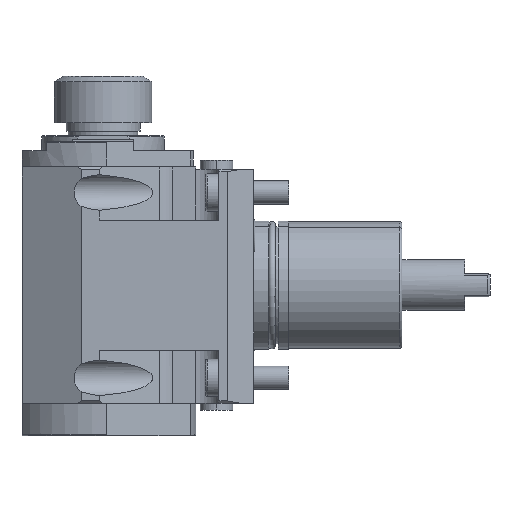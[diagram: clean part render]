
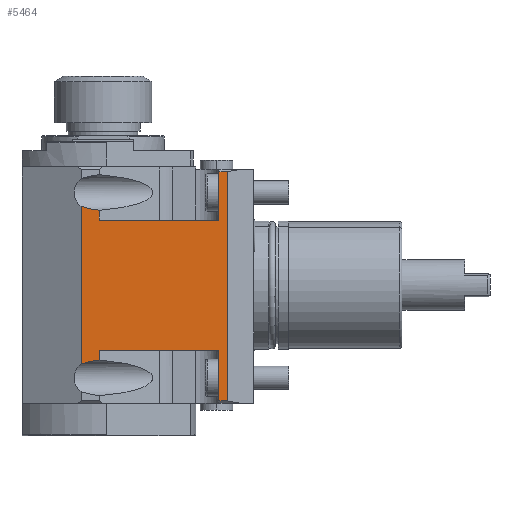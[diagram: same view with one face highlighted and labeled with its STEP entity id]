
A CAD part, front view. The second image highlights one B-rep face of the part: STEP entity #5464.
In plain terms, the highlighted planar face has unit normal (0, -1, 0).
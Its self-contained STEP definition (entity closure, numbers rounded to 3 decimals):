
#1150=CARTESIAN_POINT('',(-74.522,-43.,33.988));
#1151=CARTESIAN_POINT('',(-73.877,-43.,33.766));
#1152=CARTESIAN_POINT('',(-72.575,-43.,33.375));
#1153=CARTESIAN_POINT('',(-69.934,-43.,32.757));
#1154=CARTESIAN_POINT('',(-67.919,-43.,32.448));
#1155=CARTESIAN_POINT('',(-66.563,-43.,32.299));
#1157=DIRECTION('',(0.,0.,-1.));
#1158=VECTOR('',#1157,4.299);
#1159=CARTESIAN_POINT('',(-66.563,-43.,32.299));
#1160=LINE('',#1159,#1158);
#1161=DIRECTION('',(-1.,0.,0.));
#1162=VECTOR('',#1161,51.563);
#1163=CARTESIAN_POINT('',(-15.,-43.,28.));
#1164=LINE('',#1163,#1162);
#1165=DIRECTION('',(0.,0.,-1.));
#1166=VECTOR('',#1165,21.);
#1167=CARTESIAN_POINT('',(-15.,-43.,49.));
#1168=LINE('',#1167,#1166);
#1169=DIRECTION('',(-1.,0.,0.));
#1170=VECTOR('',#1169,3.657);
#1171=CARTESIAN_POINT('',(-11.343,-43.,49.));
#1172=LINE('',#1171,#1170);
#1173=DIRECTION('',(0.,0.,-1.));
#1174=VECTOR('',#1173,99.);
#1175=CARTESIAN_POINT('',(-11.343,-43.,49.));
#1176=LINE('',#1175,#1174);
#1177=DIRECTION('',(1.,0.,0.));
#1178=VECTOR('',#1177,3.657);
#1179=CARTESIAN_POINT('',(-15.,-43.,-50.));
#1180=LINE('',#1179,#1178);
#1181=DIRECTION('',(0.,0.,1.));
#1182=VECTOR('',#1181,22.);
#1183=CARTESIAN_POINT('',(-15.,-43.,-50.));
#1184=LINE('',#1183,#1182);
#1185=DIRECTION('',(-1.,0.,0.));
#1186=VECTOR('',#1185,51.563);
#1187=CARTESIAN_POINT('',(-15.,-43.,-28.));
#1188=LINE('',#1187,#1186);
#1189=DIRECTION('',(0.,0.,1.));
#1190=VECTOR('',#1189,4.299);
#1191=CARTESIAN_POINT('',(-66.563,-43.,-32.299));
#1192=LINE('',#1191,#1190);
#1193=CARTESIAN_POINT('',(-66.563,-43.,-32.299));
#1194=CARTESIAN_POINT('',(-67.919,-43.,-32.448));
#1195=CARTESIAN_POINT('',(-69.934,-43.,-32.757));
#1196=CARTESIAN_POINT('',(-72.575,-43.,-33.375));
#1197=CARTESIAN_POINT('',(-73.877,-43.,-33.766));
#1198=CARTESIAN_POINT('',(-74.522,-43.,-33.988));
#1200=DIRECTION('',(0.,0.,-1.));
#1201=VECTOR('',#1200,67.975);
#1202=CARTESIAN_POINT('',(-74.522,-43.,33.988));
#1203=LINE('',#1202,#1201);
#3875=CARTESIAN_POINT('',(-15.,-43.,-50.));
#3876=CARTESIAN_POINT('',(-15.,-43.,-28.));
#3877=VERTEX_POINT('',#3875);
#3878=VERTEX_POINT('',#3876);
#3907=CARTESIAN_POINT('',(-15.,-43.,28.));
#3908=CARTESIAN_POINT('',(-66.563,-43.,28.));
#3909=VERTEX_POINT('',#3907);
#3910=VERTEX_POINT('',#3908);
#3915=CARTESIAN_POINT('',(-66.563,-43.,-28.));
#3916=VERTEX_POINT('',#3915);
#3941=CARTESIAN_POINT('',(-11.343,-43.,49.));
#3942=CARTESIAN_POINT('',(-11.343,-43.,-50.));
#3943=VERTEX_POINT('',#3941);
#3944=VERTEX_POINT('',#3942);
#3973=VERTEX_POINT('',#1193);
#3974=VERTEX_POINT('',#1198);
#3983=VERTEX_POINT('',#1150);
#3984=VERTEX_POINT('',#1155);
#4011=CARTESIAN_POINT('',(-15.,-43.,49.));
#4013=VERTEX_POINT('',#4011);
#5438=CARTESIAN_POINT('',(-100.,-43.,51.));
#5439=DIRECTION('',(0.,-1.,0.));
#5440=DIRECTION('',(0.,0.,-1.));
#5441=AXIS2_PLACEMENT_3D('',#5438,#5439,#5440);
#5442=PLANE('',#5441);
#5443=ORIENTED_EDGE('',*,*,#4761,.T.);
#5445=ORIENTED_EDGE('',*,*,#5444,.T.);
#5447=ORIENTED_EDGE('',*,*,#5446,.F.);
#5449=ORIENTED_EDGE('',*,*,#5448,.F.);
#5450=ORIENTED_EDGE('',*,*,#5429,.F.);
#5451=ORIENTED_EDGE('',*,*,#5418,.T.);
#5453=ORIENTED_EDGE('',*,*,#5452,.F.);
#5455=ORIENTED_EDGE('',*,*,#5454,.T.);
#5457=ORIENTED_EDGE('',*,*,#5456,.T.);
#5458=ORIENTED_EDGE('',*,*,#4703,.F.);
#5460=ORIENTED_EDGE('',*,*,#5459,.T.);
#5461=ORIENTED_EDGE('',*,*,#4733,.F.);
#5462=EDGE_LOOP('',(#5443,#5445,#5447,#5449,#5450,#5451,#5453,#5455,#5457,#5458,
#5460,#5461));
#5463=FACE_OUTER_BOUND('',#5462,.F.);
#5464=ADVANCED_FACE('',(#5463),#5442,.T.);
#1156=B_SPLINE_CURVE_WITH_KNOTS('',3,(#1150,#1151,#1152,#1153,#1154,#1155),
.UNSPECIFIED.,.F.,.F.,(4,1,1,4),(0.,0.25,0.5,1.),.UNSPECIFIED.);
#1199=B_SPLINE_CURVE_WITH_KNOTS('',3,(#1193,#1194,#1195,#1196,#1197,#1198),
.UNSPECIFIED.,.F.,.F.,(4,1,1,4),(0.,0.5,0.75,1.),.UNSPECIFIED.);
#4703=EDGE_CURVE('',#3973,#3916,#1192,.T.);
#4733=EDGE_CURVE('',#3983,#3974,#1203,.T.);
#4761=EDGE_CURVE('',#3983,#3984,#1156,.T.);
#5418=EDGE_CURVE('',#3943,#3944,#1176,.T.);
#5429=EDGE_CURVE('',#3943,#4013,#1172,.T.);
#5444=EDGE_CURVE('',#3984,#3910,#1160,.T.);
#5446=EDGE_CURVE('',#3909,#3910,#1164,.T.);
#5448=EDGE_CURVE('',#4013,#3909,#1168,.T.);
#5452=EDGE_CURVE('',#3877,#3944,#1180,.T.);
#5454=EDGE_CURVE('',#3877,#3878,#1184,.T.);
#5456=EDGE_CURVE('',#3878,#3916,#1188,.T.);
#5459=EDGE_CURVE('',#3973,#3974,#1199,.T.);
